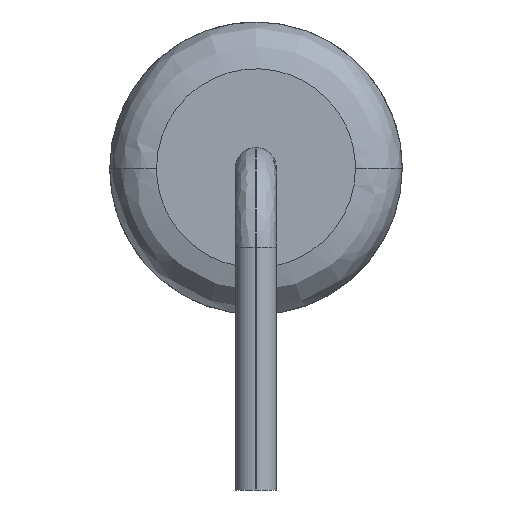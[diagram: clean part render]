
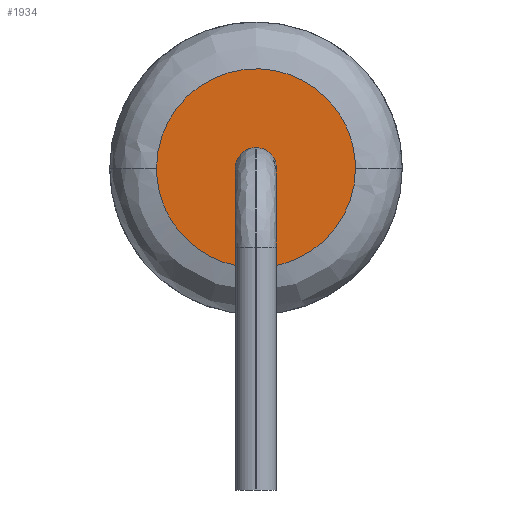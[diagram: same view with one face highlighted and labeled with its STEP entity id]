
A CAD part, left-side view. The second image highlights one B-rep face of the part: STEP entity #1934.
In plain terms, the highlighted planar face has unit normal (-1, 0, 0).
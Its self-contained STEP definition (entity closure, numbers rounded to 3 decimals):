
#118 = ORIENTED_EDGE ( 'NONE', *, *, #2139, .F. ) ;
#146 = CARTESIAN_POINT ( 'NONE',  ( 1.62, 1.697, 2.5 ) ) ;
#336 = DIRECTION ( 'NONE',  ( 0., 0., -1. ) ) ;
#1094 = PLANE ( 'NONE',  #2060 ) ;
#1934 = ADVANCED_FACE ( 'NONE', ( #4676 ), #1094, .F. ) ;
#2041 = CARTESIAN_POINT ( 'NONE',  ( 1.62, 1.697, 2.5 ) ) ;
#2060 = AXIS2_PLACEMENT_3D ( 'NONE', #4087, #2543, #336 ) ;
#2087 = CARTESIAN_POINT ( 'NONE',  ( 1.62, 1.697, 5.9 ) ) ;
#2139 = EDGE_CURVE ( 'NONE', #2891, #4351, #4758, .T. ) ;
#2390 = CARTESIAN_POINT ( 'NONE',  ( 1.62, 1.697, -0.9 ) ) ;
#2543 = DIRECTION ( 'NONE',  ( 1., 0., 0. ) ) ;
#2640 = CARTESIAN_POINT ( 'NONE',  ( 1.62, -1.703, 2.5 ) ) ;
#2867 = CARTESIAN_POINT ( 'NONE',  ( 1.62, 1.697, 2.5 ) ) ;
#2891 = VERTEX_POINT ( 'NONE', #2640 ) ;
#3098 = CARTESIAN_POINT ( 'NONE',  ( 1.62, -1.703, -0.9 ) ) ;
#3352 =( BOUNDED_CURVE ( )  B_SPLINE_CURVE ( 3, ( #2867, #2087, #4299, #3601 ),
 .UNSPECIFIED., .F., .T. ) 
 B_SPLINE_CURVE_WITH_KNOTS ( ( 4, 4 ),
 ( 0., 0.5 ),
 .UNSPECIFIED. ) 
 CURVE ( )  GEOMETRIC_REPRESENTATION_ITEM ( )  RATIONAL_B_SPLINE_CURVE ( ( 1., 0.333, 0.333, 1. ) ) 
 REPRESENTATION_ITEM ( '' )  );
#3470 = CARTESIAN_POINT ( 'NONE',  ( 1.62, -1.703, 2.5 ) ) ;
#3589 = ORIENTED_EDGE ( 'NONE', *, *, #3964, .F. ) ;
#3601 = CARTESIAN_POINT ( 'NONE',  ( 1.62, -1.703, 2.5 ) ) ;
#3964 = EDGE_CURVE ( 'NONE', #4351, #2891, #3352, .T. ) ;
#4087 = CARTESIAN_POINT ( 'NONE',  ( 1.62, -0.003, 2.5 ) ) ;
#4299 = CARTESIAN_POINT ( 'NONE',  ( 1.62, -1.703, 5.9 ) ) ;
#4351 = VERTEX_POINT ( 'NONE', #2041 ) ;
#4587 = EDGE_LOOP ( 'NONE', ( #3589, #118 ) ) ;
#4676 = FACE_OUTER_BOUND ( 'NONE', #4587, .T. ) ;
#4758 =( BOUNDED_CURVE ( )  B_SPLINE_CURVE ( 3, ( #3470, #3098, #2390, #146 ),
 .UNSPECIFIED., .F., .T. ) 
 B_SPLINE_CURVE_WITH_KNOTS ( ( 4, 4 ),
 ( 0.5, 1. ),
 .UNSPECIFIED. ) 
 CURVE ( )  GEOMETRIC_REPRESENTATION_ITEM ( )  RATIONAL_B_SPLINE_CURVE ( ( 1., 0.333, 0.333, 1. ) ) 
 REPRESENTATION_ITEM ( '' )  );
